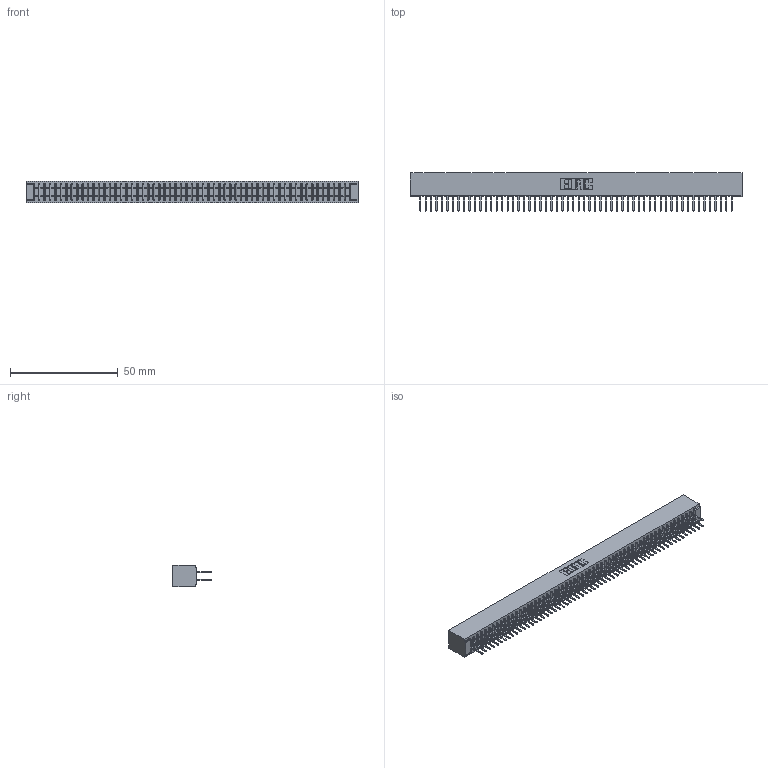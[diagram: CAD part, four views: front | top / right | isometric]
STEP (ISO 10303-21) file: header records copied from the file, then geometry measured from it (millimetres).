
FILE_DESCRIPTION (( 'STEP AP203' ), '1' );
FILE_NAME ('341-116-521-201.STEP', '2018-08-08T13:54:01', ( '' ), ( '' ), 'SwSTEP 2.0', 'SolidWorks 2016', '' );
FILE_SCHEMA (( 'CONFIG_CONTROL_DESIGN' ));
Length unit declared in the file: inch
Products named in the file (3): 341-116-521-201; 341 Part_No Mounting Lugs; 341-292-001_341-292-121
Assembly tree (117 placements, depth 2):
  341-116-521-201
    341 Part_No Mounting Lugs
    341-292-001_341-292-121  x116
Bounding box: 154.31 x 17.7 x 10.16 mm (x, y, z)
Volume: 11732.5 mm3; surface area: 22505 mm2
Topology: 117 solids, 117 shells, 7764 faces, 22506 edges, 14574 vertices
Faces by surface type: plane 4704, cylinder 2828, sphere 118, torus 114
Entity records: 67783 total; most frequent: CARTESIAN_POINT 11266, ORIENTED_EDGE 11196, DIRECTION 10920, EDGE_CURVE 5598, LINE 4544, VECTOR 4544, VERTEX_POINT 3534, AXIS2_PLACEMENT_3D 3188
